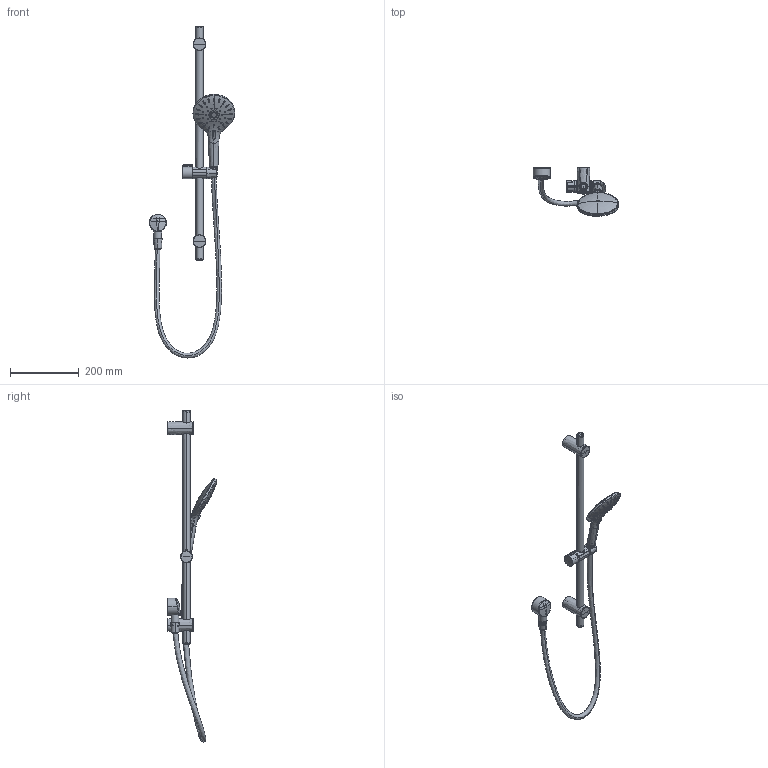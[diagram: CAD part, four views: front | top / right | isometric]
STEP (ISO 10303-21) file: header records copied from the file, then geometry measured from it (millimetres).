
FILE_DESCRIPTION(/* description */ (''),/* implementation_level */ '2;1');
FILE_NAME(/* name */ 'STEP - A5B849E..A_14941',/* time_stamp */ '2024-10-24T08:15:07+11:00',/* author */ (''),/* organization */ (''),/* preprocessor_version */ 'ST-DEVELOPER v16.5',/* originating_system */ 'Rhino 7.37',/* authorisation */ '');
FILE_SCHEMA (('CONFIG_CONTROL_DESIGN'));
Length unit declared in the file: millimetre
Products named in the file (45): Document; M50526_T30020_ASM; M50526_ASM_16_ASM; M50520-017_1; M50520-020_1; M51170-022_ASM_4_ASM; M50311-006_1; M50353-012_1; M50311-005_1; M50311-015_1_ASM; M50311-015_1_2; M50311-015_1_3; M50311-015_1_4; M50311-014_1; Block 15; M50311-019_1; M50520-050_1; M50330-013_1; P77000_ASM_4_ASM2; P77000-0011; P77000-002_2; P77000-032_ASM_2_ASM; P77000-007_2_ASM; P77000-007_2_1; P77000-007_2_2; P77000-004_ASM_2_ASM; P77000-006_1; 40000383_2; P77000-019_3; P71502-006_2; 40000470_2; P77000-003_2; P77000-025_2; P77000-026_2; P55205-009_2; P77000-027_2; T30020-060_ASM_6_ASM; T30020-039_1; 40000739-02_1; M20010-037_1 ...
Assembly tree (52 placements, depth 7):
  Document
    M50526_T30020_ASM
      M50526_ASM_16_ASM
        M50520-017_1  x2
        M50520-020_1  x2
        M51170-022_ASM_4_ASM
          M50311-006_1
          M50353-012_1  x2
          M50311-005_1
          M50311-015_1_ASM
            M50311-015_1_2
            M50311-015_1_3
            M50311-015_1_4
          M50311-014_1
            Block 15
          M50311-019_1
        M50520-050_1
        M50330-013_1  x2
        P77000_ASM_4_ASM2
          P77000-0011
          P77000-002_2
          P77000-032_ASM_2_ASM
            P77000-007_2_ASM
              P77000-007_2_1
              P77000-007_2_2
            P77000-004_ASM_2_ASM
              P77000-006_1
            40000383_2  x2
          P77000-019_3
          P71502-006_2
          40000470_2  x2
          P77000-003_2
          P77000-025_2
          P77000-026_2
          P55205-009_2
          P77000-027_2
        T30020-060_ASM_6_ASM
          T30020-039_1
          40000739-02_1
          M20010-037_1
          P08052-001_1  x2
          30500008_1
          40001318_AF0_1
        __253923__H21070-101_1  x2
        H21167_7
Bounding box: 249.33 x 143.21 x 967.88 mm (x, y, z)
Volume: 504414.8 mm3; surface area: 361079.3 mm2
Topology: 41 solids, 42 shells, 3726 faces, 9717 edges, 6204 vertices
Faces by surface type: bspline 2033, plane 862, cylinder 831
Entity records: 221595 total; most frequent: CARTESIAN_POINT 162529, ORIENTED_EDGE 17402, EDGE_CURVE 8713, B_SPLINE_CURVE_WITH_KNOTS 6759, VERTEX_POINT 5523, EDGE_LOOP 3871, ADVANCED_FACE 3389, FACE_OUTER_BOUND 3389
